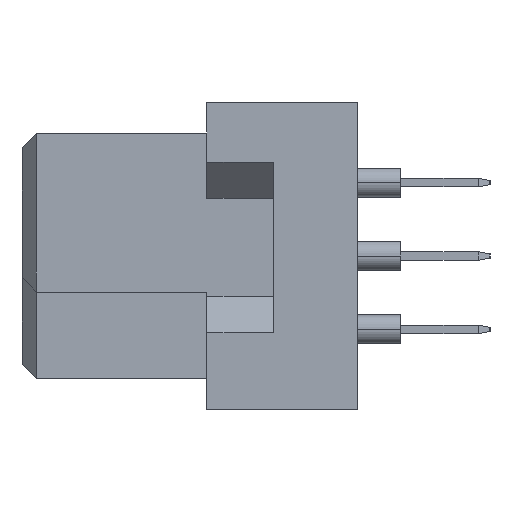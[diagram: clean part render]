
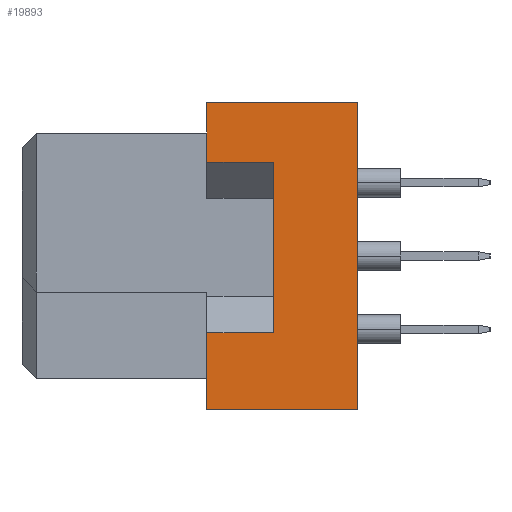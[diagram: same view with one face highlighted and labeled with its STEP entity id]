
A CAD part, left-side view. The second image highlights one B-rep face of the part: STEP entity #19893.
In plain terms, the highlighted planar face has unit normal (-1, 0, 0).
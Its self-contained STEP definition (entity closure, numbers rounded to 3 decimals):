
#186 = LINE ( 'NONE', #8464, #17333 ) ;
#387 = VECTOR ( 'NONE', #4848, 1000. ) ;
#614 = CARTESIAN_POINT ( 'NONE',  ( -27.5, -8.7, 3.25 ) ) ;
#664 = EDGE_CURVE ( 'NONE', #17587, #4910, #10305, .T. ) ;
#888 = VECTOR ( 'NONE', #4509, 1000. ) ;
#963 = DIRECTION ( 'NONE',  ( 0., 0., 1. ) ) ;
#1263 = LINE ( 'NONE', #9471, #888 ) ;
#1852 = EDGE_CURVE ( 'NONE', #4910, #14251, #186, .T. ) ;
#2007 = DIRECTION ( 'NONE',  ( 0., 1., 0. ) ) ;
#2541 = CARTESIAN_POINT ( 'NONE',  ( -27.5, -11.6, 5.3 ) ) ;
#2822 = EDGE_CURVE ( 'NONE', #6665, #8159, #16404, .T. ) ;
#2951 = DIRECTION ( 'NONE',  ( 0., 0., 1. ) ) ;
#3586 = ORIENTED_EDGE ( 'NONE', *, *, #2822, .F. ) ;
#3689 = EDGE_CURVE ( 'NONE', #13650, #14251, #5825, .T. ) ;
#3891 = CARTESIAN_POINT ( 'NONE',  ( -27.5, -11.6, 5.3 ) ) ;
#4099 = DIRECTION ( 'NONE',  ( 0., 1., 0. ) ) ;
#4509 = DIRECTION ( 'NONE',  ( 0., 0., 1. ) ) ;
#4749 = LINE ( 'NONE', #9806, #387 ) ;
#4848 = DIRECTION ( 'NONE',  ( 0., 1., 0. ) ) ;
#4910 = VERTEX_POINT ( 'NONE', #7629 ) ;
#5115 = ORIENTED_EDGE ( 'NONE', *, *, #1852, .F. ) ;
#5151 = DIRECTION ( 'NONE',  ( -1., 0., 0. ) ) ;
#5686 = VECTOR ( 'NONE', #13823, 1000. ) ;
#5825 = LINE ( 'NONE', #10558, #5686 ) ;
#5844 = CARTESIAN_POINT ( 'NONE',  ( -27.5, -8.7, -2.65 ) ) ;
#6109 = CARTESIAN_POINT ( 'NONE',  ( -27.5, -8.7, -2.65 ) ) ;
#6255 = CARTESIAN_POINT ( 'NONE',  ( -27.5, -6.4, 5.3 ) ) ;
#6665 = VERTEX_POINT ( 'NONE', #614 ) ;
#6675 = DIRECTION ( 'NONE',  ( 0., 0., 1. ) ) ;
#7241 = ORIENTED_EDGE ( 'NONE', *, *, #15539, .T. ) ;
#7629 = CARTESIAN_POINT ( 'NONE',  ( -27.5, -6.4, -5.3 ) ) ;
#8005 = VECTOR ( 'NONE', #4099, 1000. ) ;
#8159 = VERTEX_POINT ( 'NONE', #15099 ) ;
#8170 = ORIENTED_EDGE ( 'NONE', *, *, #664, .F. ) ;
#8441 = ORIENTED_EDGE ( 'NONE', *, *, #9436, .F. ) ;
#8464 = CARTESIAN_POINT ( 'NONE',  ( -27.5, -6.4, -5.3 ) ) ;
#9336 = VERTEX_POINT ( 'NONE', #13580 ) ;
#9436 = EDGE_CURVE ( 'NONE', #8159, #13737, #1263, .T. ) ;
#9471 = CARTESIAN_POINT ( 'NONE',  ( -27.5, -6.4, -5.3 ) ) ;
#9546 = CARTESIAN_POINT ( 'NONE',  ( -27.5, -11.6, -5.3 ) ) ;
#9680 = VECTOR ( 'NONE', #963, 1000. ) ;
#9766 = AXIS2_PLACEMENT_3D ( 'NONE', #3891, #5151, #10312 ) ;
#9806 = CARTESIAN_POINT ( 'NONE',  ( -27.5, -11.6, 5.3 ) ) ;
#10213 = PLANE ( 'NONE',  #9766 ) ;
#10214 = CARTESIAN_POINT ( 'NONE',  ( -27.5, -8.7, 3.25 ) ) ;
#10305 = LINE ( 'NONE', #17036, #8005 ) ;
#10312 = DIRECTION ( 'NONE',  ( 0., 0., 1. ) ) ;
#10558 = CARTESIAN_POINT ( 'NONE',  ( -27.5, -8.7, -2.65 ) ) ;
#12214 = EDGE_CURVE ( 'NONE', #17587, #9336, #13799, .T. ) ;
#12335 = EDGE_CURVE ( 'NONE', #13650, #6665, #15888, .T. ) ;
#12448 = ORIENTED_EDGE ( 'NONE', *, *, #12335, .F. ) ;
#13580 = CARTESIAN_POINT ( 'NONE',  ( -27.5, -11.6, 5.3 ) ) ;
#13650 = VERTEX_POINT ( 'NONE', #5844 ) ;
#13737 = VERTEX_POINT ( 'NONE', #6255 ) ;
#13799 = LINE ( 'NONE', #2541, #9680 ) ;
#13823 = DIRECTION ( 'NONE',  ( 0., 1., 0. ) ) ;
#14251 = VERTEX_POINT ( 'NONE', #17760 ) ;
#15099 = CARTESIAN_POINT ( 'NONE',  ( -27.5, -6.4, 3.25 ) ) ;
#15139 = ORIENTED_EDGE ( 'NONE', *, *, #3689, .T. ) ;
#15429 = VECTOR ( 'NONE', #2951, 1000. ) ;
#15539 = EDGE_CURVE ( 'NONE', #9336, #13737, #4749, .T. ) ;
#15576 = VECTOR ( 'NONE', #2007, 1000. ) ;
#15866 = ORIENTED_EDGE ( 'NONE', *, *, #12214, .T. ) ;
#15888 = LINE ( 'NONE', #6109, #15429 ) ;
#16404 = LINE ( 'NONE', #10214, #15576 ) ;
#17036 = CARTESIAN_POINT ( 'NONE',  ( -27.5, -11.6, -5.3 ) ) ;
#17333 = VECTOR ( 'NONE', #6675, 1000. ) ;
#17587 = VERTEX_POINT ( 'NONE', #9546 ) ;
#17760 = CARTESIAN_POINT ( 'NONE',  ( -27.5, -6.4, -2.65 ) ) ;
#18196 = FACE_OUTER_BOUND ( 'NONE', #18312, .T. ) ;
#18312 = EDGE_LOOP ( 'NONE', ( #15139, #5115, #8170, #15866, #7241, #8441, #3586, #12448 ) ) ;
#19893 = ADVANCED_FACE ( 'NONE', ( #18196 ), #10213, .T. ) ;
